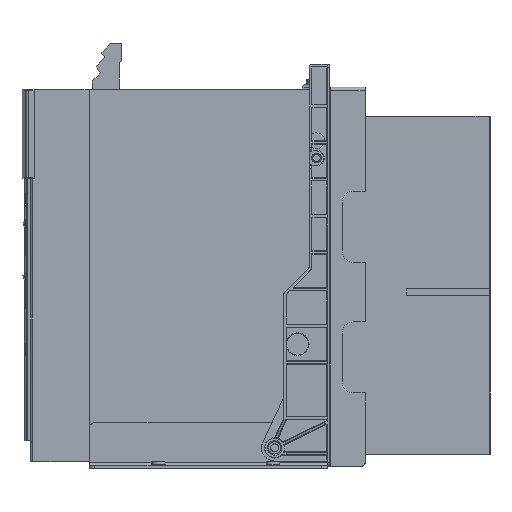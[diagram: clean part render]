
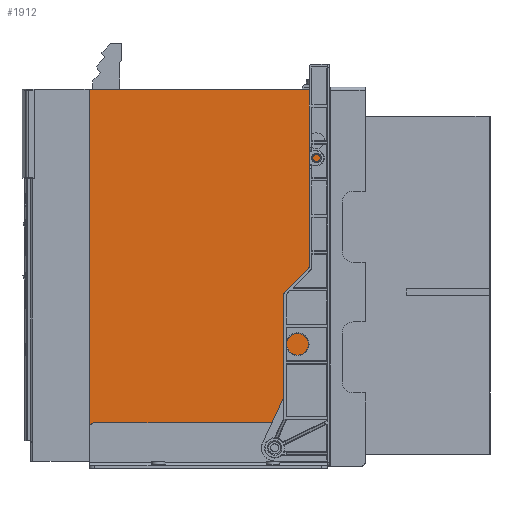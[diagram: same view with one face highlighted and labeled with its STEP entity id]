
A CAD part, left-side view. The second image highlights one B-rep face of the part: STEP entity #1912.
In plain terms, the highlighted planar face has unit normal (-1, 0, 0).
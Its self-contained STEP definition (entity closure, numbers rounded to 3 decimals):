
#450=DIRECTION('',(0.,0.,-1.));
#451=VECTOR('',#450,325.);
#452=CARTESIAN_POINT('',(-276.,0.,325.));
#453=LINE('',#452,#451);
#514=DIRECTION('',(0.,-1.,0.));
#515=VECTOR('',#514,211.);
#516=CARTESIAN_POINT('',(-276.,211.,325.));
#517=LINE('',#516,#515);
#522=DIRECTION('',(0.,-1.,0.));
#523=VECTOR('',#522,211.);
#524=CARTESIAN_POINT('',(-276.,211.,0.));
#525=LINE('',#524,#523);
#526=DIRECTION('',(0.,0.,-1.));
#527=VECTOR('',#526,325.);
#528=CARTESIAN_POINT('',(-276.,211.,325.));
#529=LINE('',#528,#527);
#1422=CARTESIAN_POINT('',(-276.,0.,325.));
#1423=VERTEX_POINT('',#1422);
#1424=CARTESIAN_POINT('',(-276.,0.,0.));
#1425=VERTEX_POINT('',#1424);
#1522=CARTESIAN_POINT('',(-276.,211.,0.));
#1524=VERTEX_POINT('',#1522);
#1526=CARTESIAN_POINT('',(-276.,211.,325.));
#1527=VERTEX_POINT('',#1526);
#1899=CARTESIAN_POINT('',(-276.,0.,0.));
#1900=DIRECTION('',(-1.,0.,0.));
#1901=DIRECTION('',(0.,0.,1.));
#1902=AXIS2_PLACEMENT_3D('',#1899,#1900,#1901);
#1903=PLANE('',#1902);
#1905=ORIENTED_EDGE('',*,*,#1904,.F.);
#1907=ORIENTED_EDGE('',*,*,#1906,.F.);
#1908=ORIENTED_EDGE('',*,*,#1890,.T.);
#1909=ORIENTED_EDGE('',*,*,#1837,.T.);
#1910=EDGE_LOOP('',(#1905,#1907,#1908,#1909));
#1911=FACE_OUTER_BOUND('',#1910,.F.);
#1837=EDGE_CURVE('',#1423,#1425,#453,.T.);
#1890=EDGE_CURVE('',#1527,#1423,#517,.T.);
#1904=EDGE_CURVE('',#1524,#1425,#525,.T.);
#1906=EDGE_CURVE('',#1527,#1524,#529,.T.);
#1912=ADVANCED_FACE('',(#1911),#1903,.T.);
